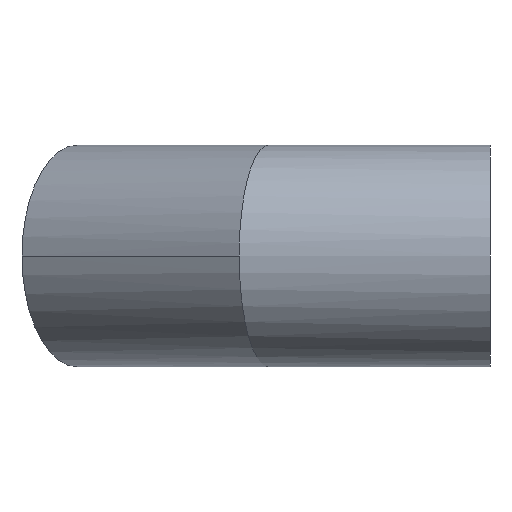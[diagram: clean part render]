
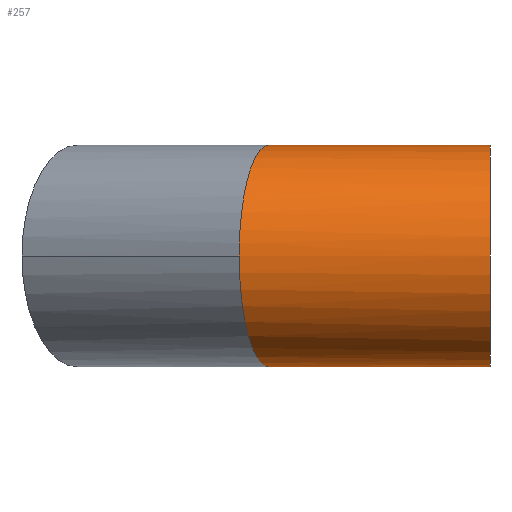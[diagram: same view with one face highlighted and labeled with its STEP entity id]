
A CAD part, left-side view. The second image highlights one B-rep face of the part: STEP entity #257.
In plain terms, the highlighted cylindrical face has radius 80 mm (diameter 160 mm), a partial arc.
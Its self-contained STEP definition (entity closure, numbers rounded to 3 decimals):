
#2 = CARTESIAN_POINT ( 'NONE',  ( -80., 181.134, 0. ) ) ;
#7 = AXIS2_PLACEMENT_3D ( 'NONE', #214, #305, #129 ) ;
#20 = VERTEX_POINT ( 'NONE', #117 ) ;
#27 = CARTESIAN_POINT ( 'NONE',  ( 0., 159.698, 80. ) ) ;
#32 = CARTESIAN_POINT ( 'NONE',  ( 0., 159.698, -80. ) ) ;
#34 = CARTESIAN_POINT ( 'NONE',  ( -46.863, 172.255, -80. ) ) ;
#37 = CARTESIAN_POINT ( 'NONE',  ( -80., 181.134, 46.863 ) ) ;
#40 = FACE_OUTER_BOUND ( 'NONE', #251, .T. ) ;
#41 = VERTEX_POINT ( 'NONE', #32 ) ;
#59 =( BOUNDED_CURVE ( )  B_SPLINE_CURVE ( 3, ( #119, #63, #37, #272 ),
 .UNSPECIFIED., .F., .F. ) 
 B_SPLINE_CURVE_WITH_KNOTS ( ( 4, 4 ),
 ( 4.712, 6.283 ),
 .UNSPECIFIED. ) 
 CURVE ( )  GEOMETRIC_REPRESENTATION_ITEM ( )  RATIONAL_B_SPLINE_CURVE ( ( 1., 0.805, 0.805, 1. ) ) 
 REPRESENTATION_ITEM ( '' )  );
#63 = CARTESIAN_POINT ( 'NONE',  ( -46.863, 172.255, 80. ) ) ;
#73 = VECTOR ( 'NONE', #358, 1000. ) ;
#97 = EDGE_CURVE ( 'NONE', #373, #20, #59, .T. ) ;
#100 = CYLINDRICAL_SURFACE ( 'NONE', #7, 80. ) ;
#114 = EDGE_CURVE ( 'NONE', #191, #246, #121, .T. ) ;
#115 = LINE ( 'NONE', #318, #340 ) ;
#117 = CARTESIAN_POINT ( 'NONE',  ( -80., 181.134, 0. ) ) ;
#119 = CARTESIAN_POINT ( 'NONE',  ( 0., 159.698, 80. ) ) ;
#120 = CARTESIAN_POINT ( 'NONE',  ( 0., 0., 0. ) ) ;
#121 = CIRCLE ( 'NONE', #339, 80. ) ;
#129 = DIRECTION ( 'NONE',  ( 0., 0., 1. ) ) ;
#132 = ORIENTED_EDGE ( 'NONE', *, *, #97, .T. ) ;
#145 = ORIENTED_EDGE ( 'NONE', *, *, #197, .F. ) ;
#156 = ORIENTED_EDGE ( 'NONE', *, *, #300, .T. ) ;
#176 = CARTESIAN_POINT ( 'NONE',  ( 0., 159.698, -80. ) ) ;
#177 = EDGE_CURVE ( 'NONE', #20, #41, #258, .T. ) ;
#191 = VERTEX_POINT ( 'NONE', #236 ) ;
#197 = EDGE_CURVE ( 'NONE', #191, #41, #331, .T. ) ;
#199 = CARTESIAN_POINT ( 'NONE',  ( -80., 181.134, -46.863 ) ) ;
#201 = CARTESIAN_POINT ( 'NONE',  ( 0., 0., -80. ) ) ;
#205 = DIRECTION ( 'NONE',  ( 0., 0., 1. ) ) ;
#214 = CARTESIAN_POINT ( 'NONE',  ( 0., 0., 0. ) ) ;
#234 = DIRECTION ( 'NONE',  ( 0., 1., 0. ) ) ;
#236 = CARTESIAN_POINT ( 'NONE',  ( 0., 0., -80. ) ) ;
#246 = VERTEX_POINT ( 'NONE', #277 ) ;
#251 = EDGE_LOOP ( 'NONE', ( #145, #262, #156, #132, #266 ) ) ;
#253 = DIRECTION ( 'NONE',  ( 0., 1., 0. ) ) ;
#257 = ADVANCED_FACE ( 'NONE', ( #40 ), #100, .T. ) ;
#258 =( BOUNDED_CURVE ( )  B_SPLINE_CURVE ( 3, ( #2, #199, #34, #176 ),
 .UNSPECIFIED., .F., .F. ) 
 B_SPLINE_CURVE_WITH_KNOTS ( ( 4, 4 ),
 ( 0., 1.571 ),
 .UNSPECIFIED. ) 
 CURVE ( )  GEOMETRIC_REPRESENTATION_ITEM ( )  RATIONAL_B_SPLINE_CURVE ( ( 1., 0.805, 0.805, 1. ) ) 
 REPRESENTATION_ITEM ( '' )  );
#262 = ORIENTED_EDGE ( 'NONE', *, *, #114, .T. ) ;
#266 = ORIENTED_EDGE ( 'NONE', *, *, #177, .T. ) ;
#272 = CARTESIAN_POINT ( 'NONE',  ( -80., 181.134, 0. ) ) ;
#277 = CARTESIAN_POINT ( 'NONE',  ( 0., 0., 80. ) ) ;
#300 = EDGE_CURVE ( 'NONE', #246, #373, #115, .T. ) ;
#305 = DIRECTION ( 'NONE',  ( 0., 1., 0. ) ) ;
#318 = CARTESIAN_POINT ( 'NONE',  ( 0., 0., 80. ) ) ;
#331 = LINE ( 'NONE', #201, #73 ) ;
#339 = AXIS2_PLACEMENT_3D ( 'NONE', #120, #234, #205 ) ;
#340 = VECTOR ( 'NONE', #253, 1000. ) ;
#358 = DIRECTION ( 'NONE',  ( 0., 1., 0. ) ) ;
#373 = VERTEX_POINT ( 'NONE', #27 ) ;
